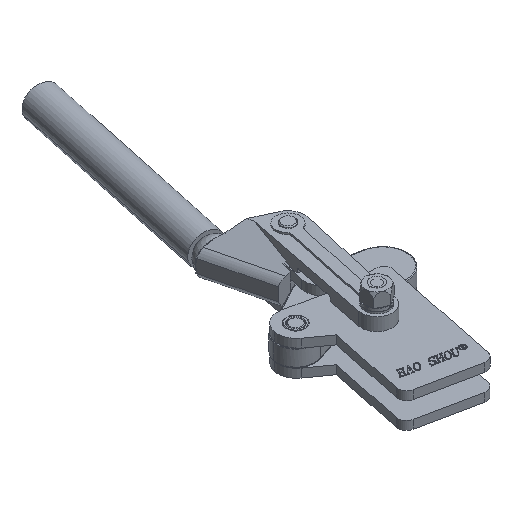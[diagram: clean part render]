
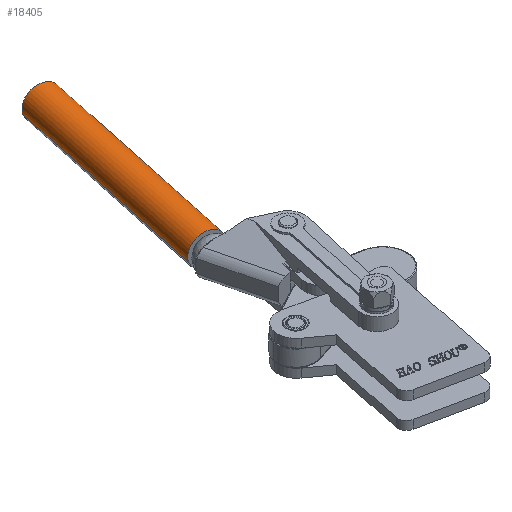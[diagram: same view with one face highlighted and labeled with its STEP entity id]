
A CAD part, isometric view. The second image highlights one B-rep face of the part: STEP entity #18405.
In plain terms, the highlighted cylindrical face has radius 9.5 mm (diameter 19 mm), a partial arc.
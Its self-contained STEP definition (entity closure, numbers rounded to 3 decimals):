
#1847 = FACE_OUTER_BOUND ( 'NONE', #7509, .T. ) ;
#1851 = CYLINDRICAL_SURFACE ( 'NONE', #6715, 9.5 ) ;
#6347 = DIRECTION ( 'NONE',  ( 0., 0., -1. ) ) ;
#6348 = DIRECTION ( 'NONE',  ( 0., 0., -1. ) ) ;
#6349 = CARTESIAN_POINT ( 'NONE',  ( 9.5, 0., 125. ) ) ;
#6353 = CARTESIAN_POINT ( 'NONE',  ( -9.5, 0., 125. ) ) ;
#6357 = CARTESIAN_POINT ( 'NONE',  ( 0., 0., 125. ) ) ;
#6358 = DIRECTION ( 'NONE',  ( 0., 0., 1. ) ) ;
#6359 = DIRECTION ( 'NONE',  ( 1., 0., 0. ) ) ;
#6365 = CARTESIAN_POINT ( 'NONE',  ( 0., 0., 0. ) ) ;
#6366 = DIRECTION ( 'NONE',  ( 0., 0., 1. ) ) ;
#6367 = DIRECTION ( 'NONE',  ( 1., 0., 0. ) ) ;
#6715 = AXIS2_PLACEMENT_3D ( 'NONE', #8168, #8167, #8164 ) ;
#6985 = AXIS2_PLACEMENT_3D ( 'NONE', #6357, #6358, #6359 ) ;
#6987 = AXIS2_PLACEMENT_3D ( 'NONE', #6365, #6366, #6367 ) ;
#7509 = EDGE_LOOP ( 'NONE', ( #20217, #20218, #20219, #20220 ) ) ;
#8164 = DIRECTION ( 'NONE',  ( -1., 0., 0. ) ) ;
#8167 = DIRECTION ( 'NONE',  ( 0., 0., -1. ) ) ;
#8168 = CARTESIAN_POINT ( 'NONE',  ( 0., 0., 125. ) ) ;
#10383 = CARTESIAN_POINT ( 'NONE',  ( 9.5, 0., 125. ) ) ;
#10395 = CARTESIAN_POINT ( 'NONE',  ( -9.5, 0., 125. ) ) ;
#10398 = CARTESIAN_POINT ( 'NONE',  ( 9.5, 0., 0. ) ) ;
#10399 = CARTESIAN_POINT ( 'NONE',  ( -9.5, 0., 0. ) ) ;
#17058 = LINE ( 'NONE', #6349, #17062 ) ;
#17061 = CIRCLE ( 'NONE', #6985, 9.5 ) ;
#17062 = VECTOR ( 'NONE', #6347, 1000. ) ;
#17063 = LINE ( 'NONE', #6353, #17065 ) ;
#17065 = VECTOR ( 'NONE', #6348, 1000. ) ;
#17067 = CIRCLE ( 'NONE', #6987, 9.5 ) ;
#18405 = ADVANCED_FACE ( 'NONE', ( #1847 ), #1851, .T. ) ;
#18681 = VERTEX_POINT ( 'NONE', #10383 ) ;
#18693 = VERTEX_POINT ( 'NONE', #10395 ) ;
#18696 = VERTEX_POINT ( 'NONE', #10398 ) ;
#18697 = VERTEX_POINT ( 'NONE', #10399 ) ;
#20217 = ORIENTED_EDGE ( 'NONE', *, *, #27580, .F. ) ;
#20218 = ORIENTED_EDGE ( 'NONE', *, *, #27583, .F. ) ;
#20219 = ORIENTED_EDGE ( 'NONE', *, *, #27582, .T. ) ;
#20220 = ORIENTED_EDGE ( 'NONE', *, *, #27585, .T. ) ;
#27580 = EDGE_CURVE ( 'NONE', #18681, #18696, #17058, .T. ) ;
#27582 = EDGE_CURVE ( 'NONE', #18693, #18697, #17063, .T. ) ;
#27583 = EDGE_CURVE ( 'NONE', #18693, #18681, #17061, .T. ) ;
#27585 = EDGE_CURVE ( 'NONE', #18697, #18696, #17067, .T. ) ;
